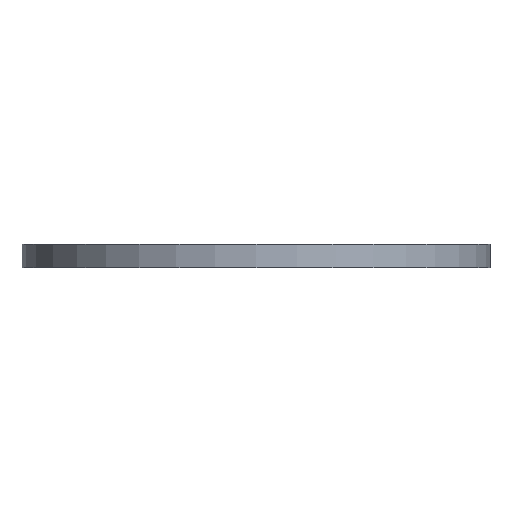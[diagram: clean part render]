
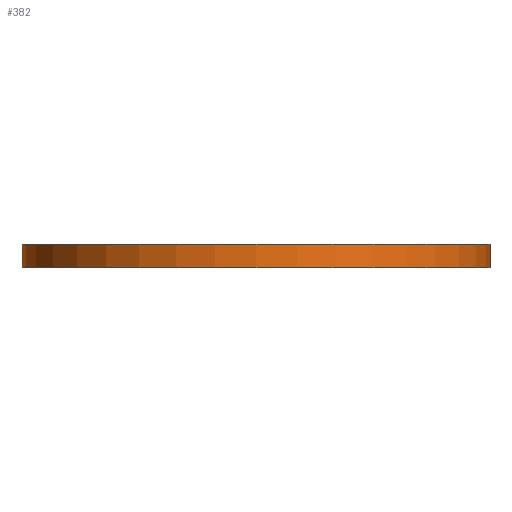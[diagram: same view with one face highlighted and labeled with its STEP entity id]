
A CAD part, front view. The second image highlights one B-rep face of the part: STEP entity #382.
In plain terms, the highlighted cylindrical face has radius 22.5 mm (diameter 45 mm), a partial arc.
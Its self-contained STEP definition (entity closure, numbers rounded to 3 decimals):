
#38 = FACE_OUTER_BOUND ( 'NONE', #114, .T. ) ;
#40 = ORIENTED_EDGE ( 'NONE', *, *, #201, .F. ) ;
#44 = DIRECTION ( 'NONE',  ( 0., 0., -1. ) ) ;
#84 = DIRECTION ( 'NONE',  ( 1., 0., 0. ) ) ;
#114 = EDGE_LOOP ( 'NONE', ( #840, #40, #811, #982 ) ) ;
#172 = CARTESIAN_POINT ( 'NONE',  ( 22.5, 0., 0. ) ) ;
#189 = DIRECTION ( 'NONE',  ( 0., 0., -1. ) ) ;
#201 = EDGE_CURVE ( 'NONE', #785, #345, #1077, .T. ) ;
#228 = CARTESIAN_POINT ( 'NONE',  ( 0., 0., 2.286 ) ) ;
#235 = DIRECTION ( 'NONE',  ( 1., 0., 0. ) ) ;
#257 = CARTESIAN_POINT ( 'NONE',  ( -22.5, 0., 2.286 ) ) ;
#294 = DIRECTION ( 'NONE',  ( 0., 0., 1. ) ) ;
#298 = CARTESIAN_POINT ( 'NONE',  ( 22.5, 0., 2.286 ) ) ;
#345 = VERTEX_POINT ( 'NONE', #929 ) ;
#382 = ADVANCED_FACE ( 'NONE', ( #38 ), #917, .T. ) ;
#385 = EDGE_CURVE ( 'NONE', #397, #665, #754, .T. ) ;
#397 = VERTEX_POINT ( 'NONE', #643 ) ;
#425 = DIRECTION ( 'NONE',  ( -1., 0., 0. ) ) ;
#440 = EDGE_CURVE ( 'NONE', #785, #397, #1130, .T. ) ;
#643 = CARTESIAN_POINT ( 'NONE',  ( -22.5, 0., 0. ) ) ;
#665 = VERTEX_POINT ( 'NONE', #172 ) ;
#674 = CARTESIAN_POINT ( 'NONE',  ( 0., 0., 2.286 ) ) ;
#746 = EDGE_CURVE ( 'NONE', #345, #665, #787, .T. ) ;
#754 = CIRCLE ( 'NONE', #1121, 22.5 ) ;
#785 = VERTEX_POINT ( 'NONE', #971 ) ;
#787 = LINE ( 'NONE', #298, #1081 ) ;
#811 = ORIENTED_EDGE ( 'NONE', *, *, #440, .T. ) ;
#840 = ORIENTED_EDGE ( 'NONE', *, *, #746, .F. ) ;
#875 = AXIS2_PLACEMENT_3D ( 'NONE', #228, #44, #425 ) ;
#917 = CYLINDRICAL_SURFACE ( 'NONE', #875, 22.5 ) ;
#929 = CARTESIAN_POINT ( 'NONE',  ( 22.5, 0., 2.286 ) ) ;
#971 = CARTESIAN_POINT ( 'NONE',  ( -22.5, 0., 2.286 ) ) ;
#982 = ORIENTED_EDGE ( 'NONE', *, *, #385, .T. ) ;
#1032 = DIRECTION ( 'NONE',  ( 0., 0., -1. ) ) ;
#1058 = VECTOR ( 'NONE', #1032, 1000. ) ;
#1077 = CIRCLE ( 'NONE', #1158, 22.5 ) ;
#1081 = VECTOR ( 'NONE', #189, 1000. ) ;
#1109 = DIRECTION ( 'NONE',  ( 0., 0., 1. ) ) ;
#1121 = AXIS2_PLACEMENT_3D ( 'NONE', #1201, #1109, #235 ) ;
#1130 = LINE ( 'NONE', #257, #1058 ) ;
#1158 = AXIS2_PLACEMENT_3D ( 'NONE', #674, #294, #84 ) ;
#1201 = CARTESIAN_POINT ( 'NONE',  ( 0., 0., 0. ) ) ;
